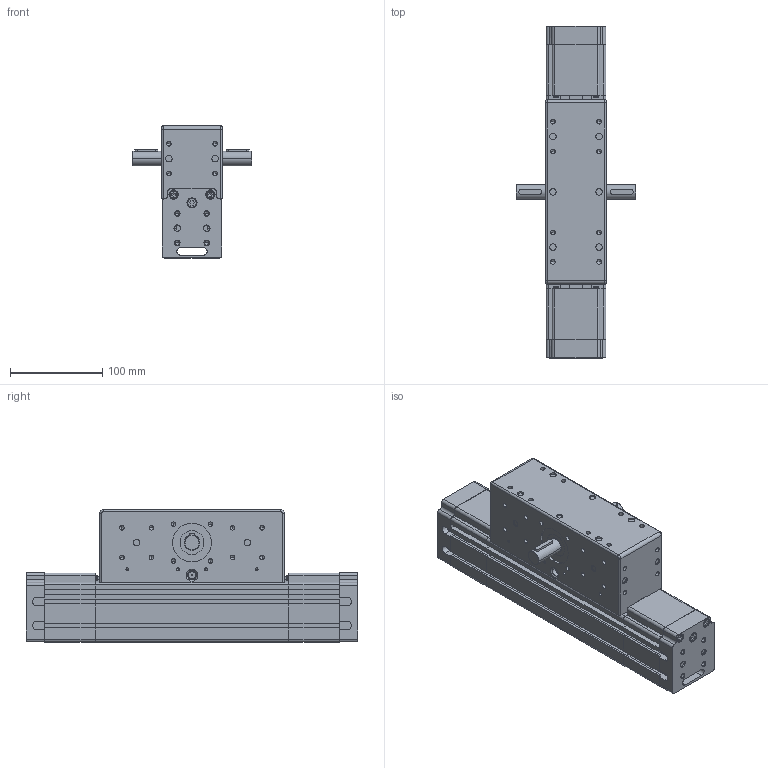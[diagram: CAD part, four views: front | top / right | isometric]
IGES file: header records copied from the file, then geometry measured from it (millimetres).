
Global section: file name: No Iges File Name specified; native system: Autodesk Inventor 2011; preprocessor: AutoDesk Inventor Iges Exporter R2011; author: Matej; date: 20110523.111318; units: millimetre
Bounding box: 130 x 360 x 143.5 mm (x, y, z)
Volume: 2359215.4 mm3; surface area: 312983.9 mm2
Topology: 8 solids, 24 shells, 1100 faces, 2792 edges, 1692 vertices
Faces by surface type: bspline 390, plane 354, revolution 188, cylinder 124, cone 24, torus 20
